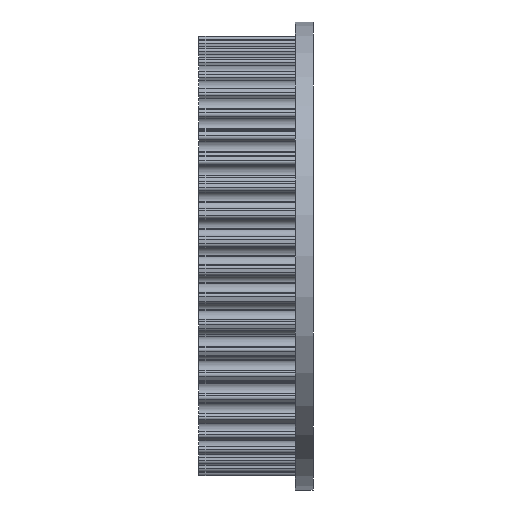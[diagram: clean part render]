
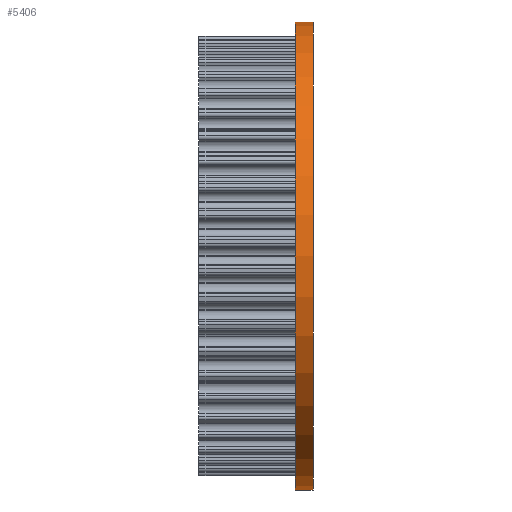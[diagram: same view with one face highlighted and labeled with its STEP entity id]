
A CAD part, front view. The second image highlights one B-rep face of the part: STEP entity #5406.
In plain terms, the highlighted cylindrical face has radius 40 mm (diameter 80 mm), a partial arc.
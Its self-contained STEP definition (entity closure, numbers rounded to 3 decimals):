
#401 = EDGE_CURVE ( 'NONE', #2889, #3716, #12957, .T. ) ;
#976 = DIRECTION ( 'NONE',  ( 1., 0., 0. ) ) ;
#1200 = DIRECTION ( 'NONE',  ( -1., 0., 0. ) ) ;
#1487 = DIRECTION ( 'NONE',  ( -1., 0., 0. ) ) ;
#1520 = CARTESIAN_POINT ( 'NONE',  ( 35.824, 53.54, 52.213 ) ) ;
#2607 = CYLINDRICAL_SURFACE ( 'NONE', #12224, 40. ) ;
#2863 = EDGE_CURVE ( 'NONE', #3656, #12676, #9212, .T. ) ;
#2889 = VERTEX_POINT ( 'NONE', #14293 ) ;
#3656 = VERTEX_POINT ( 'NONE', #6373 ) ;
#3682 = DIRECTION ( 'NONE',  ( 0., 0., -1. ) ) ;
#3716 = VERTEX_POINT ( 'NONE', #5258 ) ;
#3819 = ORIENTED_EDGE ( 'NONE', *, *, #401, .F. ) ;
#4079 = CARTESIAN_POINT ( 'NONE',  ( 38.824, 53.54, 52.213 ) ) ;
#4592 = DIRECTION ( 'NONE',  ( -1., 0., 0. ) ) ;
#5258 = CARTESIAN_POINT ( 'NONE',  ( 38.824, 53.54, 12.213 ) ) ;
#5406 = ADVANCED_FACE ( 'NONE', ( #15083 ), #2607, .T. ) ;
#5636 = LINE ( 'NONE', #14797, #13139 ) ;
#6211 = EDGE_CURVE ( 'NONE', #3716, #12676, #9140, .T. ) ;
#6373 = CARTESIAN_POINT ( 'NONE',  ( 35.824, 53.54, 92.213 ) ) ;
#7538 = AXIS2_PLACEMENT_3D ( 'NONE', #1520, #15226, #10488 ) ;
#7786 = AXIS2_PLACEMENT_3D ( 'NONE', #4079, #976, #3682 ) ;
#8073 = ORIENTED_EDGE ( 'NONE', *, *, #6211, .F. ) ;
#8756 = ORIENTED_EDGE ( 'NONE', *, *, #2863, .T. ) ;
#8849 = ORIENTED_EDGE ( 'NONE', *, *, #19243, .T. ) ;
#9139 = CARTESIAN_POINT ( 'NONE',  ( 38.824, 53.54, 52.213 ) ) ;
#9140 = LINE ( 'NONE', #16799, #13545 ) ;
#9212 = CIRCLE ( 'NONE', #7538, 40. ) ;
#10451 = DIRECTION ( 'NONE',  ( 0., 0., 1. ) ) ;
#10488 = DIRECTION ( 'NONE',  ( 0., 0., -1. ) ) ;
#12224 = AXIS2_PLACEMENT_3D ( 'NONE', #9139, #1487, #10451 ) ;
#12676 = VERTEX_POINT ( 'NONE', #19352 ) ;
#12957 = CIRCLE ( 'NONE', #7786, 40. ) ;
#13139 = VECTOR ( 'NONE', #1200, 1000. ) ;
#13545 = VECTOR ( 'NONE', #4592, 1000. ) ;
#14293 = CARTESIAN_POINT ( 'NONE',  ( 38.824, 53.54, 92.213 ) ) ;
#14797 = CARTESIAN_POINT ( 'NONE',  ( 38.824, 53.54, 92.213 ) ) ;
#15083 = FACE_OUTER_BOUND ( 'NONE', #15610, .T. ) ;
#15226 = DIRECTION ( 'NONE',  ( 1., 0., 0. ) ) ;
#15610 = EDGE_LOOP ( 'NONE', ( #8073, #3819, #8849, #8756 ) ) ;
#16799 = CARTESIAN_POINT ( 'NONE',  ( 38.824, 53.54, 12.213 ) ) ;
#19243 = EDGE_CURVE ( 'NONE', #2889, #3656, #5636, .T. ) ;
#19352 = CARTESIAN_POINT ( 'NONE',  ( 35.824, 53.54, 12.213 ) ) ;
